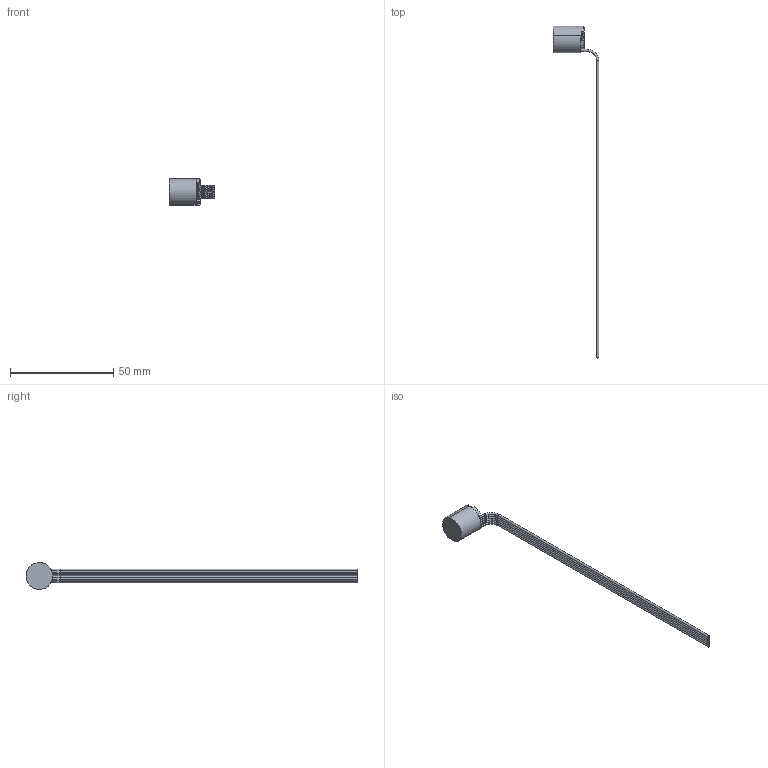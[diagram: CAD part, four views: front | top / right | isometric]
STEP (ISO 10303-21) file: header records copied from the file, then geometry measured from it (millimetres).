
FILE_DESCRIPTION((''),'2;1');
FILE_NAME('D12_R13_ASM','2016-03-10T',('nishant.babu'),(''),'PRO/ENGINEER BY PARAMETRIC TECHNOLOGY CORPORATION, 2014310','PRO/ENGINEER BY PARAMETRIC TECHNOLOGY CORPORATION, 2014310','');
FILE_SCHEMA(('CONFIG_CONTROL_DESIGN'));
Length unit declared in the file: millimetre
Products named in the file (1): D12_R13_ASM
Bounding box: 22.17 x 161.09 x 12.99 mm (x, y, z)
Volume: 2835.8 mm3; surface area: 4187.3 mm2
Topology: 3 solids, 3 shells, 161 faces, 491 edges, 330 vertices
Faces by surface type: plane 63, cylinder 48, cone 28, torus 22
Entity records: 6013 total; most frequent: CARTESIAN_POINT 1427, DIRECTION 1000, ORIENTED_EDGE 982, EDGE_CURVE 491, AXIS2_PLACEMENT_3D 422, VERTEX_POINT 330, CIRCLE 261, EDGE_LOOP 171
